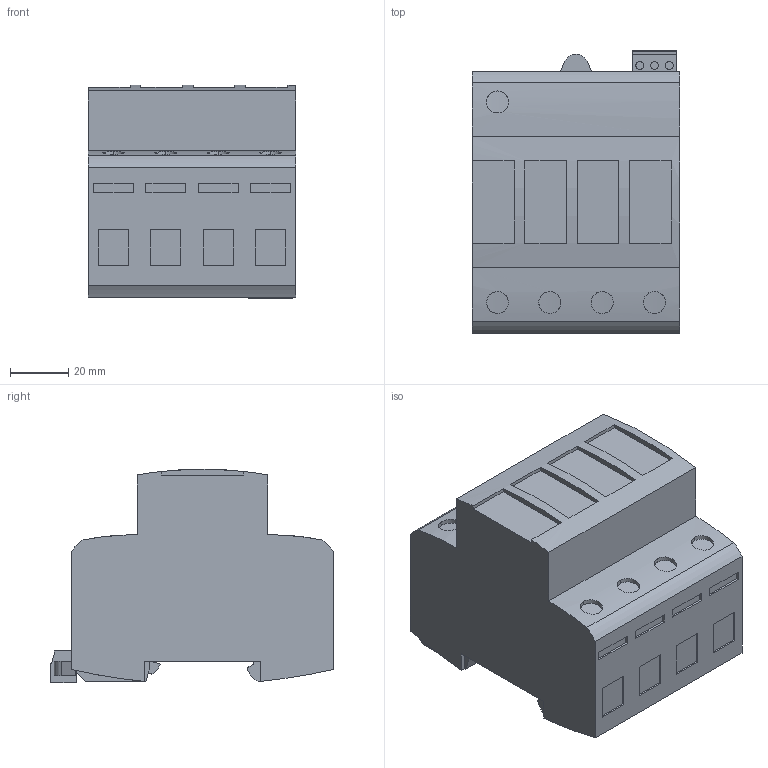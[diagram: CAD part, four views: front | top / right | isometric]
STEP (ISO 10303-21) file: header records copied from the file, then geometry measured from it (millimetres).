
FILE_DESCRIPTION (( 'STEP AP214' ), '1' );
FILE_NAME ('908348.STEP', '2026-02-10T23:30:15', ( '' ), ( '' ), 'SwSTEP 2.0', 'SolidWorks 2024', '' );
FILE_SCHEMA (( 'AUTOMOTIVE_DESIGN' ));
Length unit declared in the file: inch
Products named in the file (1): 908348
Bounding box: 71.5 x 97.2 x 73.31 mm (x, y, z)
Volume: 367410.2 mm3; surface area: 35052.7 mm2
Topology: 1 solids, 1 shells, 178 faces, 476 edges, 326 vertices
Faces by surface type: plane 142, cylinder 25, bspline 11
Entity records: 6931 total; most frequent: CARTESIAN_POINT 2510, ORIENTED_EDGE 952, DIRECTION 806, EDGE_CURVE 476, VECTOR 378, LINE 378, VERTEX_POINT 326, AXIS2_PLACEMENT_3D 214
